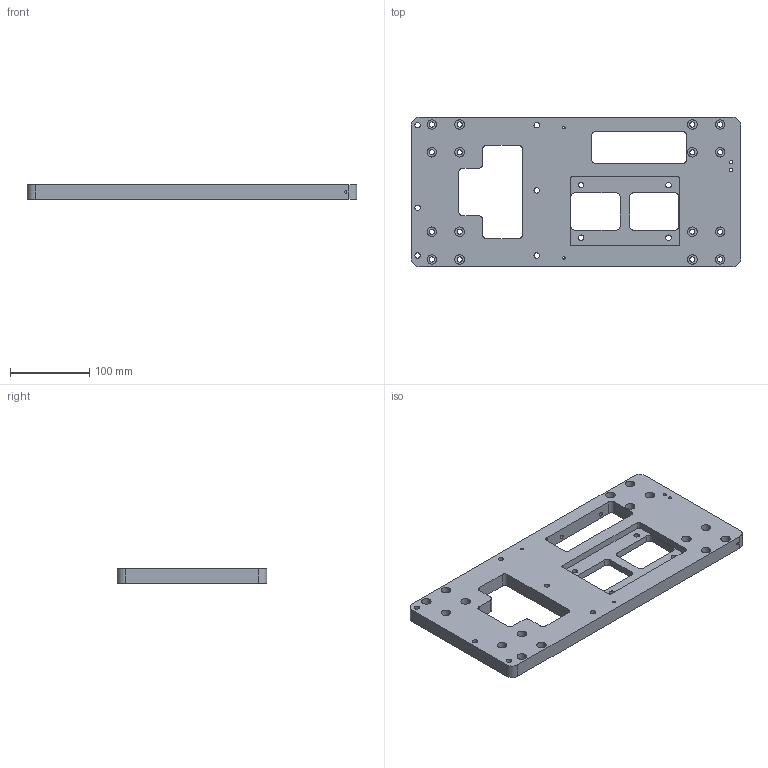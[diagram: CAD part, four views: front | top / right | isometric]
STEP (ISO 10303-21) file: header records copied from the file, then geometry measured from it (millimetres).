
FILE_DESCRIPTION(('CATIA V5 STEP Exchange'),'2;1');
FILE_NAME('VSOTR1100-008 - Fe 18mm - 10 Pcs.stp','2022-05-15T05:15:01+00:00',('none'),('none'),'CATIA Version 5 Release 21 GA (IN-10)','CATIA V5 STEP AP214','none');
FILE_SCHEMA(('AUTOMOTIVE_DESIGN { 1 0 10303 214 1 1 1 1 }'));
Length unit declared in the file: millimetre
Products named in the file (1): VSOTR1100-Z008
Bounding box: 415 x 188 x 18 mm (x, y, z)
Volume: 988059.6 mm3; surface area: 173540.6 mm2
Topology: 1 solids, 1 shells, 189 faces, 492 edges, 328 vertices
Faces by surface type: cylinder 136, plane 53
Entity records: 5457 total; most frequent: ORIENTED_EDGE 984, CARTESIAN_POINT 935, DIRECTION 720, EDGE_CURVE 492, AXIS2_PLACEMENT_3D 387, VERTEX_POINT 328, EDGE_LOOP 284, CIRCLE 272
